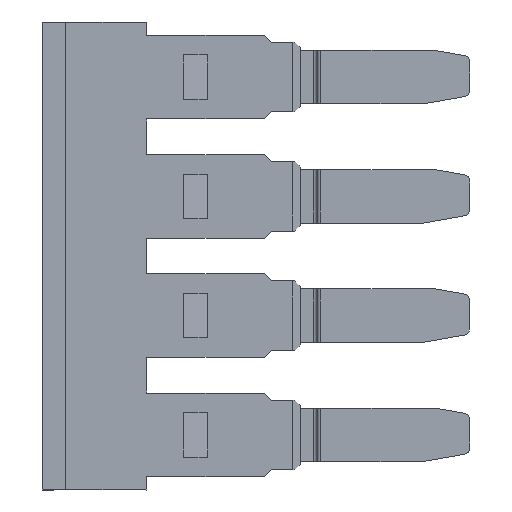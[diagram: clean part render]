
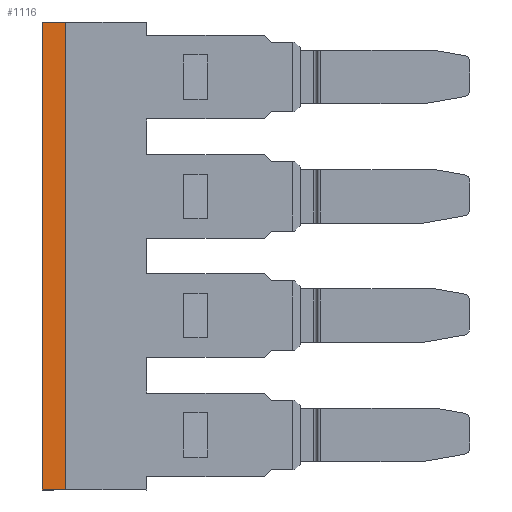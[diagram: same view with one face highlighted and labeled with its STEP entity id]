
A CAD part, left-side view. The second image highlights one B-rep face of the part: STEP entity #1116.
In plain terms, the highlighted planar face has unit normal (-1, 0, 0).
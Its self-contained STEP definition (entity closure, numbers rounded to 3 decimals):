
#164 = VECTOR ( 'NONE', #2671, 1000. ) ;
#172 = VECTOR ( 'NONE', #2658, 1000. ) ;
#277 = VECTOR ( 'NONE', #2770, 1000. ) ;
#279 = VECTOR ( 'NONE', #2728, 1000. ) ;
#491 = AXIS2_PLACEMENT_3D ( 'NONE', #3800, #3810, #3830 ) ;
#843 = EDGE_CURVE ( 'NONE', #1761, #1791, #2616, .T. ) ;
#856 = EDGE_CURVE ( 'NONE', #1751, #1761, #2695, .T. ) ;
#879 = EDGE_CURVE ( 'NONE', #1772, #1751, #2751, .T. ) ;
#886 = EDGE_CURVE ( 'NONE', #1791, #1772, #2757, .T. ) ;
#1116 = ADVANCED_FACE ( 'NONE', ( #3812 ), #3833, .T. ) ;
#1751 = VERTEX_POINT ( 'NONE', #4818 ) ;
#1761 = VERTEX_POINT ( 'NONE', #4808 ) ;
#1772 = VERTEX_POINT ( 'NONE', #4883 ) ;
#1791 = VERTEX_POINT ( 'NONE', #4892 ) ;
#1941 = EDGE_LOOP ( 'NONE', ( #2860, #2846, #2815, #2800 ) ) ;
#2616 = LINE ( 'NONE', #2651, #172 ) ;
#2651 = CARTESIAN_POINT ( 'NONE',  ( 1389.982, 1077.957, 63.606 ) ) ;
#2658 = DIRECTION ( 'NONE',  ( 0., 0., -1. ) ) ;
#2671 = DIRECTION ( 'NONE',  ( 0., 1., 0. ) ) ;
#2695 = LINE ( 'NONE', #2702, #164 ) ;
#2702 = CARTESIAN_POINT ( 'NONE',  ( 1389.982, 1077.957, 9.8 ) ) ;
#2728 = DIRECTION ( 'NONE',  ( 0., 0., 1. ) ) ;
#2745 = CARTESIAN_POINT ( 'NONE',  ( 1389.982, 1076.657, -38.316 ) ) ;
#2751 = LINE ( 'NONE', #2745, #279 ) ;
#2757 = LINE ( 'NONE', #2778, #277 ) ;
#2770 = DIRECTION ( 'NONE',  ( 0., -1., 0. ) ) ;
#2778 = CARTESIAN_POINT ( 'NONE',  ( 1389.982, 1077.807, -16.5 ) ) ;
#2800 = ORIENTED_EDGE ( 'NONE', *, *, #856, .T. ) ;
#2815 = ORIENTED_EDGE ( 'NONE', *, *, #879, .T. ) ;
#2846 = ORIENTED_EDGE ( 'NONE', *, *, #886, .T. ) ;
#2860 = ORIENTED_EDGE ( 'NONE', *, *, #843, .T. ) ;
#3800 = CARTESIAN_POINT ( 'NONE',  ( 1389.982, 1077.957, 9.8 ) ) ;
#3810 = DIRECTION ( 'NONE',  ( -1., 0., 0. ) ) ;
#3812 = FACE_OUTER_BOUND ( 'NONE', #1941, .T. ) ;
#3830 = DIRECTION ( 'NONE',  ( 0., -1., 0. ) ) ;
#3833 = PLANE ( 'NONE',  #491 ) ;
#4808 = CARTESIAN_POINT ( 'NONE',  ( 1389.982, 1077.957, 9.8 ) ) ;
#4818 = CARTESIAN_POINT ( 'NONE',  ( 1389.982, 1076.657, 9.8 ) ) ;
#4883 = CARTESIAN_POINT ( 'NONE',  ( 1389.982, 1076.657, -16.5 ) ) ;
#4892 = CARTESIAN_POINT ( 'NONE',  ( 1389.982, 1077.957, -16.5 ) ) ;
